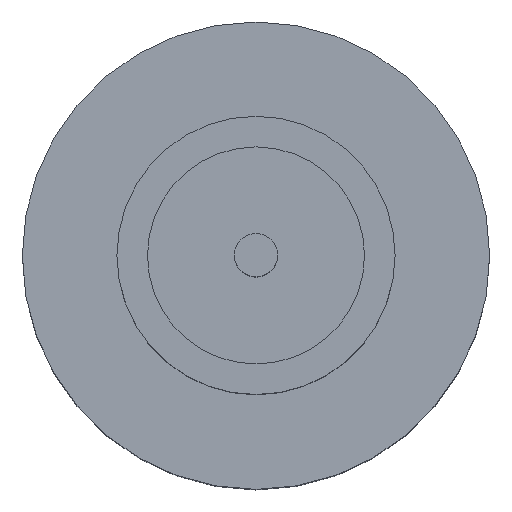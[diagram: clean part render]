
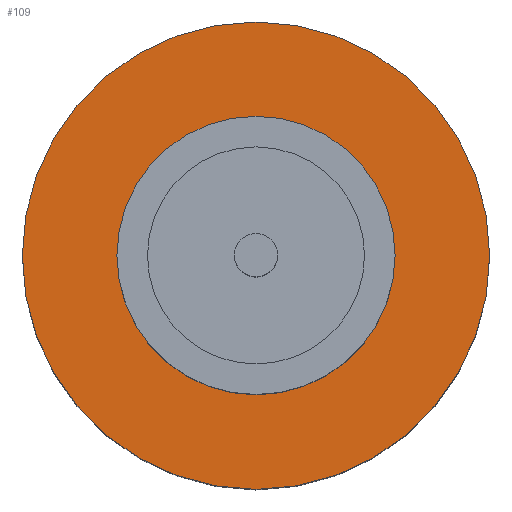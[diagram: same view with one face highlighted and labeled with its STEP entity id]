
A CAD part, top view. The second image highlights one B-rep face of the part: STEP entity #109.
In plain terms, the highlighted planar face has unit normal (0, 0, 1).
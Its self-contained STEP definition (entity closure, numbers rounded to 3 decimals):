
#30 = DIRECTION ( 'NONE',  ( 1., 0., 0. ) ) ;
#39 = EDGE_LOOP ( 'NONE', ( #333, #233 ) ) ;
#45 = CIRCLE ( 'NONE', #318, 2.1 ) ;
#72 = VERTEX_POINT ( 'NONE', #331 ) ;
#109 = ADVANCED_FACE ( 'NONE', ( #285, #264 ), #489, .T. ) ;
#130 = CARTESIAN_POINT ( 'NONE',  ( -1.25, 0., 1.55 ) ) ;
#134 = VERTEX_POINT ( 'NONE', #357 ) ;
#160 = CARTESIAN_POINT ( 'NONE',  ( 0., 0., 1.55 ) ) ;
#167 = CARTESIAN_POINT ( 'NONE',  ( 0., 0., 1.55 ) ) ;
#223 = CARTESIAN_POINT ( 'NONE',  ( 0., 0., 1.55 ) ) ;
#226 = DIRECTION ( 'NONE',  ( 0., 0., 1. ) ) ;
#233 = ORIENTED_EDGE ( 'NONE', *, *, #698, .T. ) ;
#259 = CIRCLE ( 'NONE', #770, 2.1 ) ;
#264 = FACE_OUTER_BOUND ( 'NONE', #39, .T. ) ;
#282 = DIRECTION ( 'NONE',  ( 1., 0., 0. ) ) ;
#285 = FACE_BOUND ( 'NONE', #602, .T. ) ;
#290 = EDGE_CURVE ( 'NONE', #134, #474, #538, .T. ) ;
#292 = VERTEX_POINT ( 'NONE', #688 ) ;
#318 = AXIS2_PLACEMENT_3D ( 'NONE', #223, #547, #282 ) ;
#331 = CARTESIAN_POINT ( 'NONE',  ( 2.1, 0., 1.55 ) ) ;
#333 = ORIENTED_EDGE ( 'NONE', *, *, #687, .T. ) ;
#354 = CARTESIAN_POINT ( 'NONE',  ( 0., 0., 1.55 ) ) ;
#357 = CARTESIAN_POINT ( 'NONE',  ( 1.25, 0., 1.55 ) ) ;
#474 = VERTEX_POINT ( 'NONE', #130 ) ;
#489 = PLANE ( 'NONE',  #601 ) ;
#490 = ORIENTED_EDGE ( 'NONE', *, *, #713, .F. ) ;
#501 = DIRECTION ( 'NONE',  ( 0., 0., 1. ) ) ;
#538 = CIRCLE ( 'NONE', #582, 1.25 ) ;
#547 = DIRECTION ( 'NONE',  ( 0., 0., 1. ) ) ;
#550 = DIRECTION ( 'NONE',  ( 1., 0., 0. ) ) ;
#582 = AXIS2_PLACEMENT_3D ( 'NONE', #167, #501, #628 ) ;
#601 = AXIS2_PLACEMENT_3D ( 'NONE', #160, #749, #677 ) ;
#602 = EDGE_LOOP ( 'NONE', ( #826, #490 ) ) ;
#628 = DIRECTION ( 'NONE',  ( 1., 0., 0. ) ) ;
#665 = CIRCLE ( 'NONE', #823, 1.25 ) ;
#677 = DIRECTION ( 'NONE',  ( 1., 0., 0. ) ) ;
#687 = EDGE_CURVE ( 'NONE', #292, #72, #45, .T. ) ;
#688 = CARTESIAN_POINT ( 'NONE',  ( -2.1, 0., 1.55 ) ) ;
#698 = EDGE_CURVE ( 'NONE', #72, #292, #259, .T. ) ;
#713 = EDGE_CURVE ( 'NONE', #474, #134, #665, .T. ) ;
#745 = DIRECTION ( 'NONE',  ( 0., 0., 1. ) ) ;
#749 = DIRECTION ( 'NONE',  ( 0., 0., 1. ) ) ;
#770 = AXIS2_PLACEMENT_3D ( 'NONE', #354, #745, #550 ) ;
#815 = CARTESIAN_POINT ( 'NONE',  ( 0., 0., 1.55 ) ) ;
#823 = AXIS2_PLACEMENT_3D ( 'NONE', #815, #226, #30 ) ;
#826 = ORIENTED_EDGE ( 'NONE', *, *, #290, .F. ) ;
